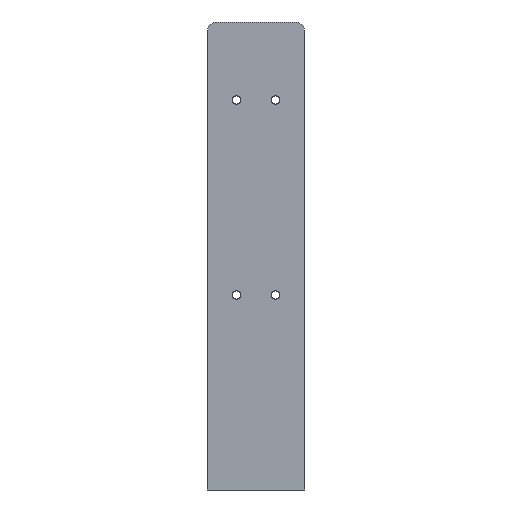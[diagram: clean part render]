
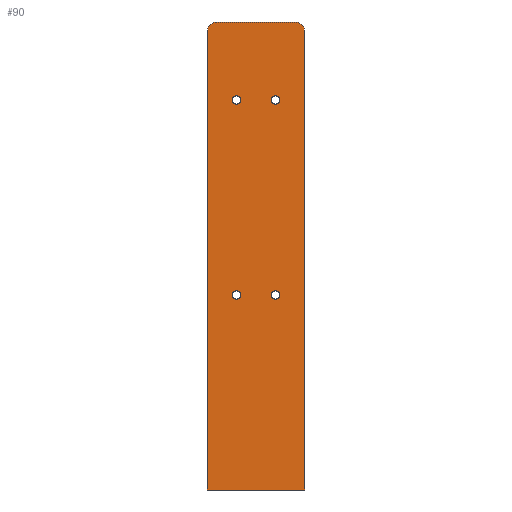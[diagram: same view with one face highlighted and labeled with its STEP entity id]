
A CAD part, front view. The second image highlights one B-rep face of the part: STEP entity #90.
In plain terms, the highlighted planar face has unit normal (0, -1, 0).
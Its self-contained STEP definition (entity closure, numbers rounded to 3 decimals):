
#1 = VERTEX_POINT ( 'NONE', #108 ) ;
#8 = DIRECTION ( 'NONE',  ( 0., 0., -1. ) ) ;
#27 = CARTESIAN_POINT ( 'NONE',  ( 10., 0., 100. ) ) ;
#29 = LINE ( 'NONE', #262, #135 ) ;
#34 = EDGE_CURVE ( 'NONE', #1341, #414, #1147, .T. ) ;
#35 = DIRECTION ( 'NONE',  ( 0., -1., 0. ) ) ;
#48 = CARTESIAN_POINT ( 'NONE',  ( 10., 0., 197.9 ) ) ;
#82 = EDGE_CURVE ( 'NONE', #414, #1341, #977, .T. ) ;
#84 = CIRCLE ( 'NONE', #197, 2.1 ) ;
#90 = ADVANCED_FACE ( 'NONE', ( #243, #353, #1157, #120, #679 ), #462, .F. ) ;
#108 = CARTESIAN_POINT ( 'NONE',  ( 10., 0., 102.1 ) ) ;
#110 = AXIS2_PLACEMENT_3D ( 'NONE', #491, #953, #1079 ) ;
#120 = FACE_BOUND ( 'NONE', #490, .T. ) ;
#132 = CARTESIAN_POINT ( 'NONE',  ( 25., 0., 235. ) ) ;
#135 = VECTOR ( 'NONE', #607, 1000. ) ;
#151 = ORIENTED_EDGE ( 'NONE', *, *, #1038, .F. ) ;
#152 = DIRECTION ( 'NONE',  ( 0., 0., 1. ) ) ;
#156 = DIRECTION ( 'NONE',  ( 0., -1., 0. ) ) ;
#171 = DIRECTION ( 'NONE',  ( 0., 0., 1. ) ) ;
#172 = CARTESIAN_POINT ( 'NONE',  ( 10., 0., 200. ) ) ;
#175 = DIRECTION ( 'NONE',  ( 0., 0., 1. ) ) ;
#178 = AXIS2_PLACEMENT_3D ( 'NONE', #1284, #1383, #1165 ) ;
#181 = AXIS2_PLACEMENT_3D ( 'NONE', #1321, #734, #1089 ) ;
#185 = CIRCLE ( 'NONE', #446, 2.1 ) ;
#197 = AXIS2_PLACEMENT_3D ( 'NONE', #172, #156, #735 ) ;
#208 = VECTOR ( 'NONE', #1377, 1000. ) ;
#216 = VERTEX_POINT ( 'NONE', #48 ) ;
#237 = EDGE_CURVE ( 'NONE', #624, #216, #84, .T. ) ;
#243 = FACE_BOUND ( 'NONE', #993, .T. ) ;
#262 = CARTESIAN_POINT ( 'NONE',  ( 25., 0., 240. ) ) ;
#269 = ORIENTED_EDGE ( 'NONE', *, *, #702, .T. ) ;
#312 = CARTESIAN_POINT ( 'NONE',  ( 20., 0., 235. ) ) ;
#317 = CARTESIAN_POINT ( 'NONE',  ( 10., 0., 100. ) ) ;
#337 = CIRCLE ( 'NONE', #838, 2.1 ) ;
#341 = DIRECTION ( 'NONE',  ( 0., -1., 0. ) ) ;
#351 = VERTEX_POINT ( 'NONE', #1039 ) ;
#353 = FACE_BOUND ( 'NONE', #1237, .T. ) ;
#354 = CARTESIAN_POINT ( 'NONE',  ( -25., 0., 235. ) ) ;
#364 = CARTESIAN_POINT ( 'NONE',  ( -10., 0., 200. ) ) ;
#383 = CIRCLE ( 'NONE', #692, 2.1 ) ;
#402 = EDGE_CURVE ( 'NONE', #788, #939, #757, .T. ) ;
#404 = DIRECTION ( 'NONE',  ( 0., -1., 0. ) ) ;
#405 = ORIENTED_EDGE ( 'NONE', *, *, #902, .T. ) ;
#414 = VERTEX_POINT ( 'NONE', #1472 ) ;
#418 = ORIENTED_EDGE ( 'NONE', *, *, #798, .F. ) ;
#434 = CARTESIAN_POINT ( 'NONE',  ( 10., 0., 97.9 ) ) ;
#446 = AXIS2_PLACEMENT_3D ( 'NONE', #364, #1287, #714 ) ;
#448 = CIRCLE ( 'NONE', #929, 5. ) ;
#451 = EDGE_CURVE ( 'NONE', #1095, #351, #717, .T. ) ;
#462 = PLANE ( 'NONE',  #178 ) ;
#490 = EDGE_LOOP ( 'NONE', ( #839, #701 ) ) ;
#491 = CARTESIAN_POINT ( 'NONE',  ( -10., 0., 200. ) ) ;
#509 = CARTESIAN_POINT ( 'NONE',  ( 25., 0., 0. ) ) ;
#511 = LINE ( 'NONE', #653, #1427 ) ;
#530 = EDGE_CURVE ( 'NONE', #1332, #542, #29, .T. ) ;
#542 = VERTEX_POINT ( 'NONE', #1046 ) ;
#557 = VERTEX_POINT ( 'NONE', #132 ) ;
#559 = EDGE_LOOP ( 'NONE', ( #689, #618 ) ) ;
#592 = EDGE_CURVE ( 'NONE', #216, #624, #1456, .T. ) ;
#593 = DIRECTION ( 'NONE',  ( 0., 0., -1. ) ) ;
#607 = DIRECTION ( 'NONE',  ( -1., 0., 0. ) ) ;
#618 = ORIENTED_EDGE ( 'NONE', *, *, #82, .F. ) ;
#622 = ORIENTED_EDGE ( 'NONE', *, *, #937, .F. ) ;
#624 = VERTEX_POINT ( 'NONE', #1213 ) ;
#653 = CARTESIAN_POINT ( 'NONE',  ( 25., 0., 240. ) ) ;
#658 = CARTESIAN_POINT ( 'NONE',  ( 20., 0., 240. ) ) ;
#659 = ORIENTED_EDGE ( 'NONE', *, *, #237, .F. ) ;
#679 = FACE_OUTER_BOUND ( 'NONE', #1468, .T. ) ;
#689 = ORIENTED_EDGE ( 'NONE', *, *, #34, .F. ) ;
#692 = AXIS2_PLACEMENT_3D ( 'NONE', #27, #35, #152 ) ;
#696 = VERTEX_POINT ( 'NONE', #509 ) ;
#699 = CARTESIAN_POINT ( 'NONE',  ( -10., 0., 100. ) ) ;
#701 = ORIENTED_EDGE ( 'NONE', *, *, #792, .F. ) ;
#702 = EDGE_CURVE ( 'NONE', #557, #1332, #1081, .T. ) ;
#714 = DIRECTION ( 'NONE',  ( 0., 0., -1. ) ) ;
#717 = LINE ( 'NONE', #1283, #1126 ) ;
#731 = CARTESIAN_POINT ( 'NONE',  ( -10., 0., 197.9 ) ) ;
#734 = DIRECTION ( 'NONE',  ( 0., -1., 0. ) ) ;
#735 = DIRECTION ( 'NONE',  ( 0., 0., 1. ) ) ;
#737 = CARTESIAN_POINT ( 'NONE',  ( -10., 0., 97.9 ) ) ;
#757 = CIRCLE ( 'NONE', #110, 2.1 ) ;
#788 = VERTEX_POINT ( 'NONE', #731 ) ;
#792 = EDGE_CURVE ( 'NONE', #939, #788, #185, .T. ) ;
#798 = EDGE_CURVE ( 'NONE', #1, #1445, #383, .T. ) ;
#823 = CARTESIAN_POINT ( 'NONE',  ( -10., 0., 100. ) ) ;
#838 = AXIS2_PLACEMENT_3D ( 'NONE', #317, #404, #175 ) ;
#839 = ORIENTED_EDGE ( 'NONE', *, *, #402, .F. ) ;
#860 = CARTESIAN_POINT ( 'NONE',  ( -10., 0., 202.1 ) ) ;
#861 = ORIENTED_EDGE ( 'NONE', *, *, #530, .T. ) ;
#873 = AXIS2_PLACEMENT_3D ( 'NONE', #699, #1292, #1041 ) ;
#902 = EDGE_CURVE ( 'NONE', #542, #1095, #448, .T. ) ;
#929 = AXIS2_PLACEMENT_3D ( 'NONE', #1353, #1340, #1435 ) ;
#937 = EDGE_CURVE ( 'NONE', #1445, #1, #337, .T. ) ;
#939 = VERTEX_POINT ( 'NONE', #860 ) ;
#953 = DIRECTION ( 'NONE',  ( 0., -1., 0. ) ) ;
#977 = CIRCLE ( 'NONE', #1102, 2.1 ) ;
#993 = EDGE_LOOP ( 'NONE', ( #1385, #659 ) ) ;
#1038 = EDGE_CURVE ( 'NONE', #696, #351, #1482, .T. ) ;
#1039 = CARTESIAN_POINT ( 'NONE',  ( -25., 0., 0. ) ) ;
#1041 = DIRECTION ( 'NONE',  ( 0., 0., -1. ) ) ;
#1046 = CARTESIAN_POINT ( 'NONE',  ( -20., 0., 240. ) ) ;
#1079 = DIRECTION ( 'NONE',  ( 0., 0., -1. ) ) ;
#1081 = CIRCLE ( 'NONE', #1386, 5. ) ;
#1089 = DIRECTION ( 'NONE',  ( 0., 0., 1. ) ) ;
#1095 = VERTEX_POINT ( 'NONE', #354 ) ;
#1102 = AXIS2_PLACEMENT_3D ( 'NONE', #823, #341, #8 ) ;
#1111 = DIRECTION ( 'NONE',  ( 0., -1., 0. ) ) ;
#1112 = DIRECTION ( 'NONE',  ( 0., 0., -1. ) ) ;
#1126 = VECTOR ( 'NONE', #593, 1000. ) ;
#1147 = CIRCLE ( 'NONE', #873, 2.1 ) ;
#1157 = FACE_BOUND ( 'NONE', #559, .T. ) ;
#1165 = DIRECTION ( 'NONE',  ( 0., 0., 1. ) ) ;
#1213 = CARTESIAN_POINT ( 'NONE',  ( 10., 0., 202.1 ) ) ;
#1237 = EDGE_LOOP ( 'NONE', ( #622, #418 ) ) ;
#1250 = CARTESIAN_POINT ( 'NONE',  ( 25., 0., 0. ) ) ;
#1283 = CARTESIAN_POINT ( 'NONE',  ( -25., 0., 240. ) ) ;
#1284 = CARTESIAN_POINT ( 'NONE',  ( 25., 0., 240. ) ) ;
#1287 = DIRECTION ( 'NONE',  ( 0., -1., 0. ) ) ;
#1292 = DIRECTION ( 'NONE',  ( 0., -1., 0. ) ) ;
#1300 = ORIENTED_EDGE ( 'NONE', *, *, #1393, .F. ) ;
#1321 = CARTESIAN_POINT ( 'NONE',  ( 10., 0., 200. ) ) ;
#1332 = VERTEX_POINT ( 'NONE', #658 ) ;
#1340 = DIRECTION ( 'NONE',  ( 0., -1., 0. ) ) ;
#1341 = VERTEX_POINT ( 'NONE', #737 ) ;
#1353 = CARTESIAN_POINT ( 'NONE',  ( -20., 0., 235. ) ) ;
#1377 = DIRECTION ( 'NONE',  ( -1., 0., 0. ) ) ;
#1383 = DIRECTION ( 'NONE',  ( 0., 1., 0. ) ) ;
#1385 = ORIENTED_EDGE ( 'NONE', *, *, #592, .F. ) ;
#1386 = AXIS2_PLACEMENT_3D ( 'NONE', #312, #1111, #171 ) ;
#1393 = EDGE_CURVE ( 'NONE', #557, #696, #511, .T. ) ;
#1414 = ORIENTED_EDGE ( 'NONE', *, *, #451, .T. ) ;
#1427 = VECTOR ( 'NONE', #1112, 1000. ) ;
#1435 = DIRECTION ( 'NONE',  ( 0., 0., 1. ) ) ;
#1445 = VERTEX_POINT ( 'NONE', #434 ) ;
#1456 = CIRCLE ( 'NONE', #181, 2.1 ) ;
#1468 = EDGE_LOOP ( 'NONE', ( #1300, #269, #861, #405, #1414, #151 ) ) ;
#1472 = CARTESIAN_POINT ( 'NONE',  ( -10., 0., 102.1 ) ) ;
#1482 = LINE ( 'NONE', #1250, #208 ) ;
